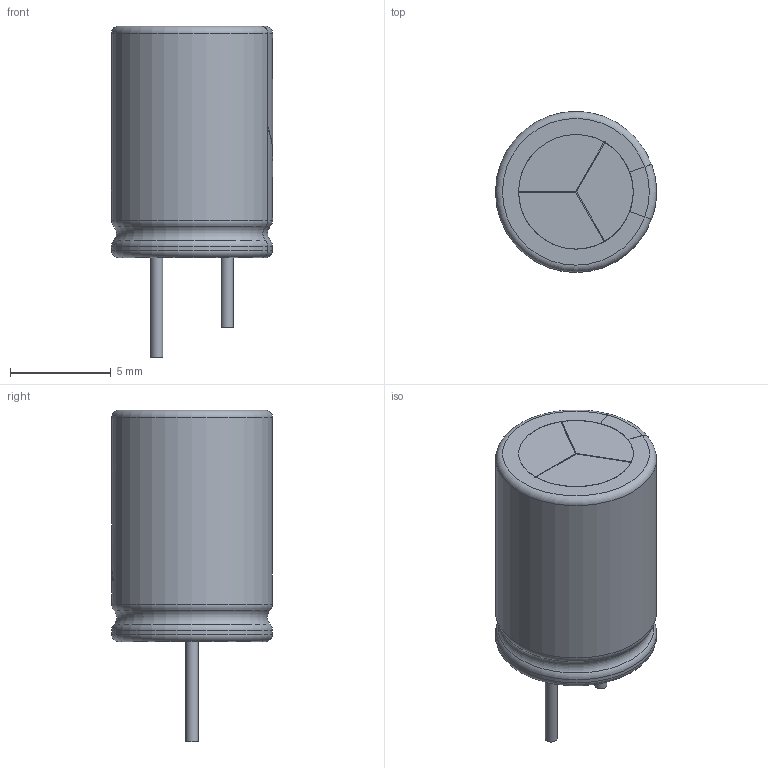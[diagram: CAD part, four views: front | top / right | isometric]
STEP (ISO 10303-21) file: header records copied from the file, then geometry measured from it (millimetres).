
FILE_DESCRIPTION(/* description */ (''),/* implementation_level */ '2;1');
FILE_NAME(/* name */ 'CAP-TH_BD8.0-P3.50-D1.0-FD.step',/* time_stamp */ '2023-06-11T10:27:39+08:00',/* author */ (''),/* organization */ (''),/* preprocessor_version */ 'ST-DEVELOPER v19.2',/* originating_system */ 'Autodesk Translation Framework v12.6.0.85',/* authorisation */ '');
FILE_SCHEMA (('AUTOMOTIVE_DESIGN { 1 0 10303 214 3 1 1 }'));
Length unit declared in the file: millimetre
Products named in the file (4): (未保存); C1; CAP-TH_BD8.0-P3.50-D0.6-FD_1; SOLID
Assembly tree (3 placements, depth 4):
  (未保存)
    C1
      CAP-TH_BD8.0-P3.50-D0.6-FD_1
        SOLID
Bounding box: 8.01 x 8 x 16.5 mm (x, y, z)
Volume: 575 mm3; surface area: 401.6 mm2
Topology: 1 solids, 1 shells, 270 faces, 741 edges, 496 vertices
Faces by surface type: plane 129, bspline 98, cylinder 33, torus 10
Full cylindrical faces by diameter (mm): 0.6 x2, 5.7 x2
Entity records: 11883 total; most frequent: CARTESIAN_POINT 5298, ORIENTED_EDGE 1482, DIRECTION 1125, EDGE_CURVE 741, VERTEX_POINT 496, AXIS2_PLACEMENT_3D 391, LINE 343, VECTOR 343
